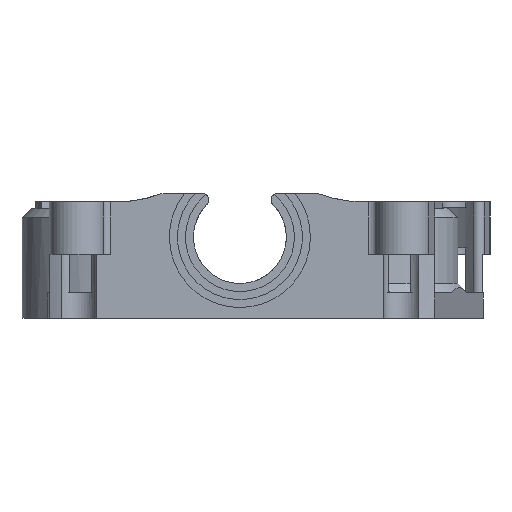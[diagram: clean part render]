
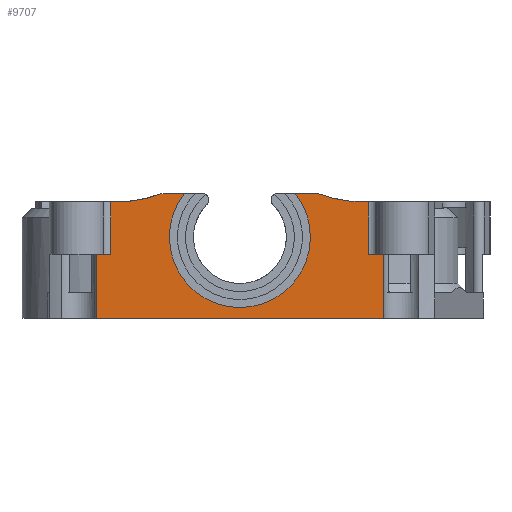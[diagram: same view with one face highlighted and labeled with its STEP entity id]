
A CAD part, front view. The second image highlights one B-rep face of the part: STEP entity #9707.
In plain terms, the highlighted planar face has unit normal (0, -1, 0).
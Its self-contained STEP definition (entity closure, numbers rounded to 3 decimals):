
#1571=LINE('',#18738,#2215);
#1650=LINE('',#20137,#2294);
#1675=LINE('',#20362,#2319);
#1679=LINE('',#20382,#2323);
#1680=LINE('',#20384,#2324);
#1681=LINE('',#20386,#2325);
#1682=LINE('',#20387,#2326);
#1683=LINE('',#20389,#2327);
#1684=LINE('',#20391,#2328);
#1685=LINE('',#20392,#2329);
#1686=LINE('',#20395,#2330);
#2215=VECTOR('',#10830,10.);
#2294=VECTOR('',#11197,10.);
#2319=VECTOR('',#11268,10.);
#2323=VECTOR('',#11292,10.);
#2324=VECTOR('',#11293,10.);
#2325=VECTOR('',#11294,10.);
#2326=VECTOR('',#11295,10.);
#2327=VECTOR('',#11296,10.);
#2328=VECTOR('',#11297,10.);
#2329=VECTOR('',#11298,10.);
#2330=VECTOR('',#11301,10.);
#2483=PLANE('',#10052);
#2960=FACE_OUTER_BOUND('',#3507,.T.);
#3507=EDGE_LOOP('',(#8828,#8829,#8830,#8831,#8832,#8833,#8834,#8835,#8836,
#8837,#8838,#8839,#8840,#8841));
#3711=CIRCLE('',#10049,11.);
#3713=CIRCLE('',#10053,20.);
#3714=CIRCLE('',#10054,20.);
#4498=VERTEX_POINT('',#18735);
#4499=VERTEX_POINT('',#18737);
#4678=VERTEX_POINT('',#20134);
#4679=VERTEX_POINT('',#20136);
#4705=VERTEX_POINT('',#20359);
#4706=VERTEX_POINT('',#20361);
#4709=VERTEX_POINT('',#20371);
#4711=VERTEX_POINT('',#20379);
#4712=VERTEX_POINT('',#20381);
#4713=VERTEX_POINT('',#20383);
#4714=VERTEX_POINT('',#20385);
#4715=VERTEX_POINT('',#20388);
#4716=VERTEX_POINT('',#20390);
#4717=VERTEX_POINT('',#20393);
#5836=EDGE_CURVE('',#4499,#4498,#1571,.T.);
#6079=EDGE_CURVE('',#4678,#4679,#1650,.T.);
#6122=EDGE_CURVE('',#4705,#4706,#1675,.T.);
#6127=EDGE_CURVE('',#4679,#4709,#3711,.T.);
#6131=EDGE_CURVE('',#4711,#4678,#3713,.T.);
#6132=EDGE_CURVE('',#4712,#4711,#1679,.T.);
#6133=EDGE_CURVE('',#4712,#4713,#1680,.T.);
#6134=EDGE_CURVE('',#4714,#4713,#1681,.T.);
#6135=EDGE_CURVE('',#4499,#4714,#1682,.T.);
#6136=EDGE_CURVE('',#4498,#4715,#1683,.T.);
#6137=EDGE_CURVE('',#4716,#4715,#1684,.T.);
#6138=EDGE_CURVE('',#4706,#4716,#1685,.T.);
#6139=EDGE_CURVE('',#4717,#4705,#3714,.T.);
#6140=EDGE_CURVE('',#4709,#4717,#1686,.T.);
#8828=ORIENTED_EDGE('',*,*,#6127,.F.);
#8829=ORIENTED_EDGE('',*,*,#6079,.F.);
#8830=ORIENTED_EDGE('',*,*,#6131,.F.);
#8831=ORIENTED_EDGE('',*,*,#6132,.F.);
#8832=ORIENTED_EDGE('',*,*,#6133,.T.);
#8833=ORIENTED_EDGE('',*,*,#6134,.F.);
#8834=ORIENTED_EDGE('',*,*,#6135,.F.);
#8835=ORIENTED_EDGE('',*,*,#5836,.T.);
#8836=ORIENTED_EDGE('',*,*,#6136,.T.);
#8837=ORIENTED_EDGE('',*,*,#6137,.F.);
#8838=ORIENTED_EDGE('',*,*,#6138,.F.);
#8839=ORIENTED_EDGE('',*,*,#6122,.F.);
#8840=ORIENTED_EDGE('',*,*,#6139,.F.);
#8841=ORIENTED_EDGE('',*,*,#6140,.F.);
#9707=ADVANCED_FACE('',(#2960),#2483,.F.);
#10049=AXIS2_PLACEMENT_3D('',#20372,#11280,#11281);
#10052=AXIS2_PLACEMENT_3D('',#20378,#11288,#11289);
#10053=AXIS2_PLACEMENT_3D('',#20380,#11290,#11291);
#10054=AXIS2_PLACEMENT_3D('',#20394,#11299,#11300);
#10830=DIRECTION('',(1.,0.,0.));
#11197=DIRECTION('',(1.,0.,0.));
#11268=DIRECTION('',(1.,0.,0.));
#11280=DIRECTION('center_axis',(0.,-1.,0.));
#11281=DIRECTION('ref_axis',(1.,0.,0.));
#11288=DIRECTION('center_axis',(0.,1.,0.));
#11289=DIRECTION('ref_axis',(-1.,0.,0.));
#11290=DIRECTION('center_axis',(0.,-1.,0.));
#11291=DIRECTION('ref_axis',(0.475,0.,-0.88));
#11292=DIRECTION('',(1.,0.,0.));
#11293=DIRECTION('',(0.,0.,-1.));
#11294=DIRECTION('',(1.,0.,0.));
#11295=DIRECTION('',(0.,0.,1.));
#11296=DIRECTION('',(0.,0.,1.));
#11297=DIRECTION('',(1.,0.,0.));
#11298=DIRECTION('',(0.,0.,-1.));
#11299=DIRECTION('center_axis',(0.,-1.,0.));
#11300=DIRECTION('ref_axis',(0.,0.,
-1.));
#11301=DIRECTION('',(1.,0.,0.));
#18735=CARTESIAN_POINT('',(22.4,-21.4,0.));
#18737=CARTESIAN_POINT('',(-22.4,-21.4,0.));
#18738=CARTESIAN_POINT('',(20.568,-21.4,0.));
#20134=CARTESIAN_POINT('',(-12.156,-21.4,19.5));
#20136=CARTESIAN_POINT('',(-8.646,-21.4,19.5));
#20137=CARTESIAN_POINT('',(17.278,-21.4,19.5));
#20359=CARTESIAN_POINT('',(19.249,-21.4,18.2));
#20361=CARTESIAN_POINT('',(20.135,-21.4,18.2));
#20362=CARTESIAN_POINT('',(32.218,-21.4,18.2));
#20371=CARTESIAN_POINT('',(8.646,-21.4,19.5));
#20372=CARTESIAN_POINT('Origin',(0.,-21.4,
12.7));
#20378=CARTESIAN_POINT('Origin',(22.4,-21.4,0.));
#20379=CARTESIAN_POINT('',(-19.249,-21.4,18.2));
#20380=CARTESIAN_POINT('Origin',(-19.249,-21.4,38.2));
#20381=CARTESIAN_POINT('',(-20.135,-21.4,18.2));
#20382=CARTESIAN_POINT('',(1.576,-21.4,18.2));
#20383=CARTESIAN_POINT('',(-20.135,-21.4,10.));
#20384=CARTESIAN_POINT('',(-20.135,-21.4,0.));
#20385=CARTESIAN_POINT('',(-22.4,-21.4,10.));
#20386=CARTESIAN_POINT('',(-20.135,-21.4,10.));
#20387=CARTESIAN_POINT('',(-22.4,-21.4,0.));
#20388=CARTESIAN_POINT('',(22.4,-21.4,10.));
#20389=CARTESIAN_POINT('',(22.4,-21.4,0.));
#20390=CARTESIAN_POINT('',(20.135,-21.4,10.));
#20391=CARTESIAN_POINT('',(20.135,-21.4,10.));
#20392=CARTESIAN_POINT('',(20.135,-21.4,0.));
#20393=CARTESIAN_POINT('',(12.156,-21.4,19.5));
#20394=CARTESIAN_POINT('Origin',(19.249,-21.4,38.2));
#20395=CARTESIAN_POINT('',(17.278,-21.4,19.5));
